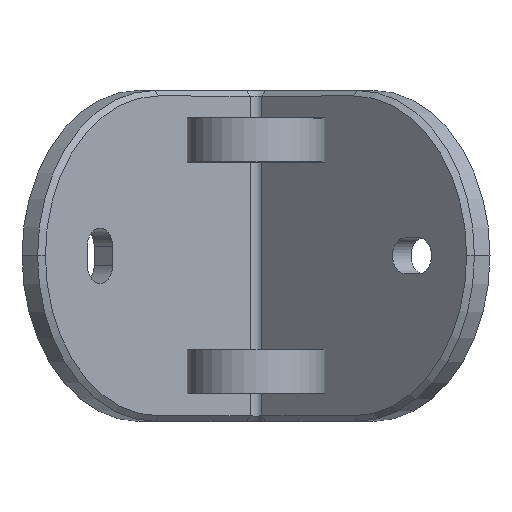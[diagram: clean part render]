
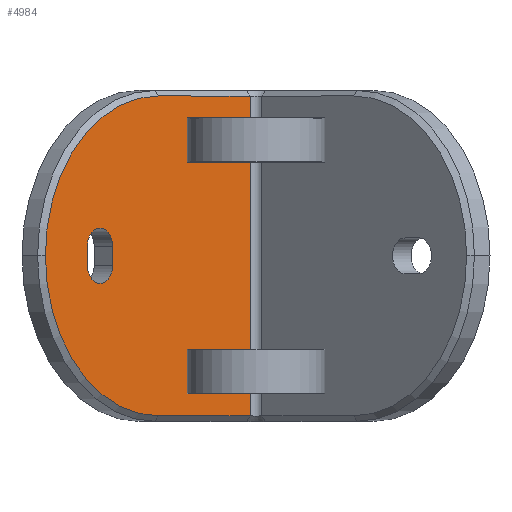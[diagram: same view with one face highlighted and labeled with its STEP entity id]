
A CAD part, top view. The second image highlights one B-rep face of the part: STEP entity #4984.
In plain terms, the highlighted planar face has unit normal (0.707, 0, 0.707).
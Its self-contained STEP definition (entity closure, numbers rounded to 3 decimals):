
#89 = VECTOR ( 'NONE', #18080, 1000. ) ;
#410 = AXIS2_PLACEMENT_3D ( 'NONE', #13000, #10165, #15259 ) ;
#1186 = EDGE_CURVE ( 'NONE', #15566, #8840, #15639, .T. ) ;
#1209 = VERTEX_POINT ( 'NONE', #16267 ) ;
#1242 = EDGE_CURVE ( 'NONE', #7449, #1209, #6007, .T. ) ;
#1593 = AXIS2_PLACEMENT_3D ( 'NONE', #9785, #13365, #9857 ) ;
#1879 = DIRECTION ( 'NONE',  ( 0.707, 0., 0.707 ) ) ;
#2510 = DIRECTION ( 'NONE',  ( 0., 1., 0. ) ) ;
#2613 = CARTESIAN_POINT ( 'NONE',  ( -15.684, 41.6, 15.684 ) ) ;
#2905 = DIRECTION ( 'NONE',  ( 0., -1., 0. ) ) ;
#3487 = VECTOR ( 'NONE', #13286, 1000. ) ;
#3499 = AXIS2_PLACEMENT_3D ( 'NONE', #12026, #13779, #13929 ) ;
#3671 = DIRECTION ( 'NONE',  ( 0.707, 0., 0.707 ) ) ;
#4385 = VECTOR ( 'NONE', #2905, 1000. ) ;
#4565 = VERTEX_POINT ( 'NONE', #13878 ) ;
#4703 = FACE_OUTER_BOUND ( 'NONE', #7884, .T. ) ;
#4759 = AXIS2_PLACEMENT_3D ( 'NONE', #16869, #5046, #18595 ) ;
#4984 = ADVANCED_FACE ( 'NONE', ( #9762, #12204, #18081, #4703 ), #6855, .F. ) ;
#4991 = CARTESIAN_POINT ( 'NONE',  ( -35.355, -58., 35.355 ) ) ;
#5046 = DIRECTION ( 'NONE',  ( 0.707, 0., 0.707 ) ) ;
#5248 = VERTEX_POINT ( 'NONE', #2613 ) ;
#5345 = AXIS2_PLACEMENT_3D ( 'NONE', #16588, #6346, #20030 ) ;
#5661 = EDGE_CURVE ( 'NONE', #1209, #16076, #8408, .T. ) ;
#6007 = LINE ( 'NONE', #6195, #4385 ) ;
#6195 = CARTESIAN_POINT ( 'NONE',  ( -61.165, -3.5, 61.165 ) ) ;
#6207 = ORIENTED_EDGE ( 'NONE', *, *, #20769, .T. ) ;
#6346 = DIRECTION ( 'NONE',  ( 0.707, 0., 0.707 ) ) ;
#6469 = ORIENTED_EDGE ( 'NONE', *, *, #5661, .F. ) ;
#6820 = VERTEX_POINT ( 'NONE', #20452 ) ;
#6855 = PLANE ( 'NONE',  #3499 ) ;
#7093 = DIRECTION ( 'NONE',  ( 0.707, 0., -0.707 ) ) ;
#7376 = CARTESIAN_POINT ( 'NONE',  ( -51.972, 3.5, 51.972 ) ) ;
#7449 = VERTEX_POINT ( 'NONE', #20957 ) ;
#7505 = ORIENTED_EDGE ( 'NONE', *, *, #1186, .T. ) ;
#7863 = VERTEX_POINT ( 'NONE', #4991 ) ;
#7884 = EDGE_LOOP ( 'NONE', ( #6207, #12539, #14489, #7505, #13880 ) ) ;
#7982 = CARTESIAN_POINT ( 'NONE',  ( -51.972, 3.5, 51.972 ) ) ;
#8408 = CIRCLE ( 'NONE', #21430, 6.5 ) ;
#8710 = ORIENTED_EDGE ( 'NONE', *, *, #1242, .F. ) ;
#8764 = VECTOR ( 'NONE', #2510, 1000. ) ;
#8840 = VERTEX_POINT ( 'NONE', #8979 ) ;
#8979 = CARTESIAN_POINT ( 'NONE',  ( -35.355, 58., 35.355 ) ) ;
#9035 = EDGE_LOOP ( 'NONE', ( #11125 ) ) ;
#9691 = DIRECTION ( 'NONE',  ( 0., 1., 0. ) ) ;
#9701 = CARTESIAN_POINT ( 'NONE',  ( -2.121, -58., 2.121 ) ) ;
#9762 = FACE_BOUND ( 'NONE', #19215, .T. ) ;
#9785 = CARTESIAN_POINT ( 'NONE',  ( -12.502, 41.6, 12.502 ) ) ;
#9857 = DIRECTION ( 'NONE',  ( -0.707, 0., 0.707 ) ) ;
#10015 = AXIS2_PLACEMENT_3D ( 'NONE', #15764, #1879, #12334 ) ;
#10165 = DIRECTION ( 'NONE',  ( -0.707, 0., -0.707 ) ) ;
#11007 = CARTESIAN_POINT ( 'NONE',  ( -77.782, 58., 77.782 ) ) ;
#11125 = ORIENTED_EDGE ( 'NONE', *, *, #11169, .T. ) ;
#11169 = EDGE_CURVE ( 'NONE', #5248, #5248, #19237, .T. ) ;
#12026 = CARTESIAN_POINT ( 'NONE',  ( -77.782, 60., 77.782 ) ) ;
#12204 = FACE_BOUND ( 'NONE', #9035, .T. ) ;
#12333 = CIRCLE ( 'NONE', #4759, 58. ) ;
#12334 = DIRECTION ( 'NONE',  ( 0.707, 0., -0.707 ) ) ;
#12539 = ORIENTED_EDGE ( 'NONE', *, *, #20118, .T. ) ;
#12817 = EDGE_CURVE ( 'NONE', #8840, #4565, #12333, .T. ) ;
#13000 = CARTESIAN_POINT ( 'NONE',  ( -12.502, -41.6, 12.502 ) ) ;
#13286 = DIRECTION ( 'NONE',  ( 0.707, 0., -0.707 ) ) ;
#13295 = LINE ( 'NONE', #21214, #8764 ) ;
#13365 = DIRECTION ( 'NONE',  ( -0.707, 0., -0.707 ) ) ;
#13779 = DIRECTION ( 'NONE',  ( -0.707, 0., -0.707 ) ) ;
#13878 = CARTESIAN_POINT ( 'NONE',  ( -76.368, 0., 76.368 ) ) ;
#13880 = ORIENTED_EDGE ( 'NONE', *, *, #12817, .T. ) ;
#13929 = DIRECTION ( 'NONE',  ( -0.707, 0., 0.707 ) ) ;
#14253 = LINE ( 'NONE', #7982, #18318 ) ;
#14489 = ORIENTED_EDGE ( 'NONE', *, *, #16114, .T. ) ;
#14777 = ORIENTED_EDGE ( 'NONE', *, *, #18351, .T. ) ;
#15259 = DIRECTION ( 'NONE',  ( -0.707, 0., 0.707 ) ) ;
#15519 = LINE ( 'NONE', #9701, #3487 ) ;
#15566 = VERTEX_POINT ( 'NONE', #17791 ) ;
#15639 = LINE ( 'NONE', #11007, #89 ) ;
#15764 = CARTESIAN_POINT ( 'NONE',  ( -56.569, 3.5, 56.569 ) ) ;
#15772 = CIRCLE ( 'NONE', #10015, 6.5 ) ;
#16076 = VERTEX_POINT ( 'NONE', #17410 ) ;
#16114 = EDGE_CURVE ( 'NONE', #21529, #15566, #13295, .T. ) ;
#16267 = CARTESIAN_POINT ( 'NONE',  ( -61.165, -3.5, 61.165 ) ) ;
#16443 = CIRCLE ( 'NONE', #410, 4.5 ) ;
#16588 = CARTESIAN_POINT ( 'NONE',  ( -35.355, 0., 35.355 ) ) ;
#16869 = CARTESIAN_POINT ( 'NONE',  ( -35.355, 0., 35.355 ) ) ;
#17243 = CARTESIAN_POINT ( 'NONE',  ( -2.121, -58., 2.121 ) ) ;
#17410 = CARTESIAN_POINT ( 'NONE',  ( -51.972, -3.5, 51.972 ) ) ;
#17489 = ORIENTED_EDGE ( 'NONE', *, *, #18953, .F. ) ;
#17791 = CARTESIAN_POINT ( 'NONE',  ( -2.121, 58., 2.121 ) ) ;
#18080 = DIRECTION ( 'NONE',  ( -0.707, 0., 0.707 ) ) ;
#18081 = FACE_BOUND ( 'NONE', #19959, .T. ) ;
#18318 = VECTOR ( 'NONE', #9691, 1000. ) ;
#18351 = EDGE_CURVE ( 'NONE', #6820, #6820, #16443, .T. ) ;
#18595 = DIRECTION ( 'NONE',  ( -0.707, 0., 0.707 ) ) ;
#18953 = EDGE_CURVE ( 'NONE', #16076, #19251, #14253, .T. ) ;
#19215 = EDGE_LOOP ( 'NONE', ( #17489, #6469, #8710, #20569 ) ) ;
#19237 = CIRCLE ( 'NONE', #1593, 4.5 ) ;
#19251 = VERTEX_POINT ( 'NONE', #7376 ) ;
#19959 = EDGE_LOOP ( 'NONE', ( #14777 ) ) ;
#20030 = DIRECTION ( 'NONE',  ( -0.707, 0., 0.707 ) ) ;
#20118 = EDGE_CURVE ( 'NONE', #7863, #21529, #15519, .T. ) ;
#20403 = EDGE_CURVE ( 'NONE', #19251, #7449, #15772, .T. ) ;
#20428 = CARTESIAN_POINT ( 'NONE',  ( -56.569, -3.5, 56.569 ) ) ;
#20452 = CARTESIAN_POINT ( 'NONE',  ( -15.684, -41.6, 15.684 ) ) ;
#20569 = ORIENTED_EDGE ( 'NONE', *, *, #20403, .F. ) ;
#20769 = EDGE_CURVE ( 'NONE', #4565, #7863, #21948, .T. ) ;
#20957 = CARTESIAN_POINT ( 'NONE',  ( -61.165, 3.5, 61.165 ) ) ;
#21214 = CARTESIAN_POINT ( 'NONE',  ( -2.121, 60., 2.121 ) ) ;
#21430 = AXIS2_PLACEMENT_3D ( 'NONE', #20428, #3671, #7093 ) ;
#21529 = VERTEX_POINT ( 'NONE', #17243 ) ;
#21948 = CIRCLE ( 'NONE', #5345, 58. ) ;
